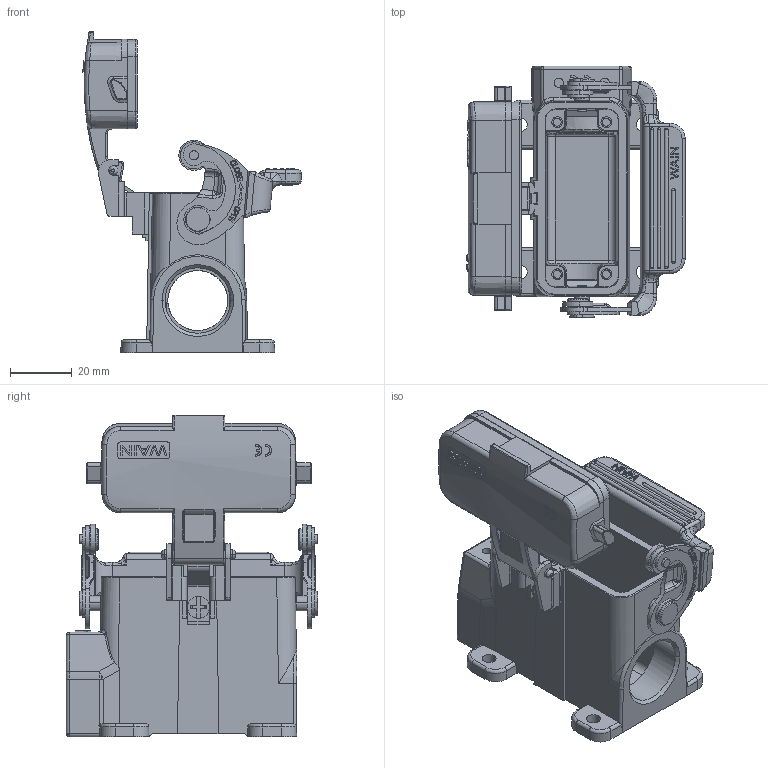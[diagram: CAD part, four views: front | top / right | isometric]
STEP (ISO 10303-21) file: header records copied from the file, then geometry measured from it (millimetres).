
FILE_DESCRIPTION((''),'2;1');
FILE_NAME('3D_1100102611011_H10A-SF-1L_SC-','2024-01-22T',('11539'),(''),'PRO/ENGINEER BY PARAMETRIC TECHNOLOGY CORPORATION, 2012480','PRO/ENGINEER BY PARAMETRIC TECHNOLOGY CORPORATION, 2012480','');
FILE_SCHEMA(('CONFIG_CONTROL_DESIGN'));
Products named in the file (1): 3D_1100102611011_H10A-SF-1L_SC-
Bounding box: 70.98 x 81.95 x 104.6 mm (x, y, z)
Volume: 71285.1 mm3; surface area: 42716.1 mm2
Topology: 1 solids, 14 shells, 1614 faces, 4252 edges, 2711 vertices
Faces by surface type: plane 673, cylinder 417, extrusion 229, bspline 128, torus 87, cone 42, sphere 38
Entity records: 58383 total; most frequent: CARTESIAN_POINT 20230, ORIENTED_EDGE 8420, DIRECTION 7012, EDGE_CURVE 4210, VERTEX_POINT 2711, VECTOR 2380, AXIS2_PLACEMENT_3D 2316, LINE 2151
